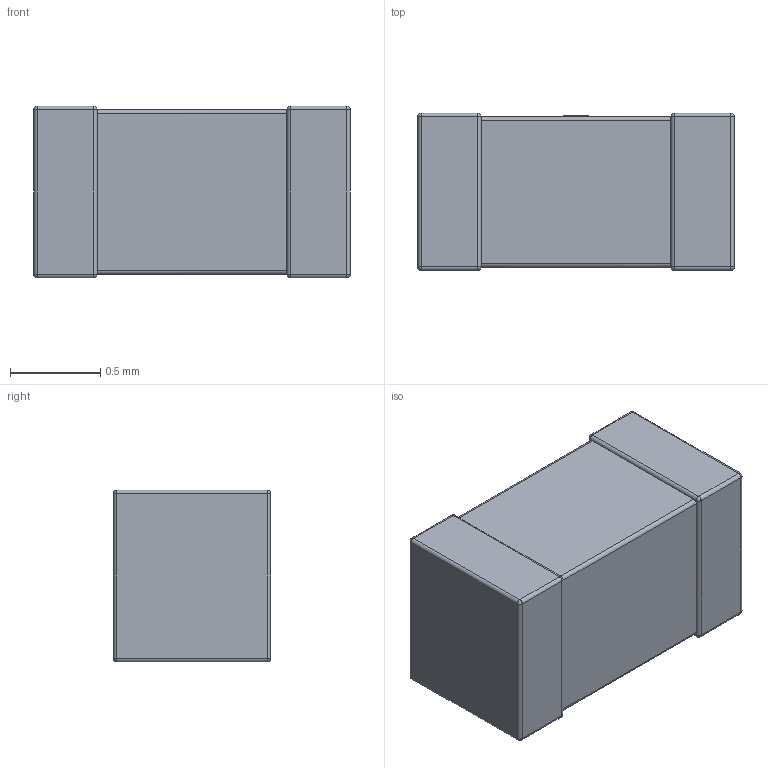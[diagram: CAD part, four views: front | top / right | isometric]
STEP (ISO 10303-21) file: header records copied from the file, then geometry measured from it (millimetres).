
FILE_DESCRIPTION(/* description */ ('STEP AP214'),/* implementation_level */ '2;1');
FILE_NAME(/* name */ 'C0603C104K5RACTU.stp',/* time_stamp */ '2023-10-22T10:29:19-04:00',/* author */ ('madis'),/* organization */ (''),/* preprocessor_version */ 'ST-DEVELOPER v19.2',/* originating_system */ 'Autodesk Inventor 2024',/* authorisation */ '');
FILE_SCHEMA (('AUTOMOTIVE_DESIGN { 1 0 10303 214 3 1 1 }'));
Length unit declared in the file: millimetre
Products named in the file (1): CCS_CCSTD_0603_L1.75W0.95T0.87B0.35
Bounding box: 1.75 x 0.87 x 0.95 mm (x, y, z)
Volume: 1.4 mm3; surface area: 8 mm2
Topology: 4 solids, 4 shells, 115 faces, 297 edges, 174 vertices
Faces by surface type: plane 71, cylinder 28, sphere 16
Entity records: 3635 total; most frequent: CARTESIAN_POINT 811, ORIENTED_EDGE 562, DIRECTION 553, EDGE_CURVE 281, LINE 209, VECTOR 209, VERTEX_POINT 174, AXIS2_PLACEMENT_3D 172
